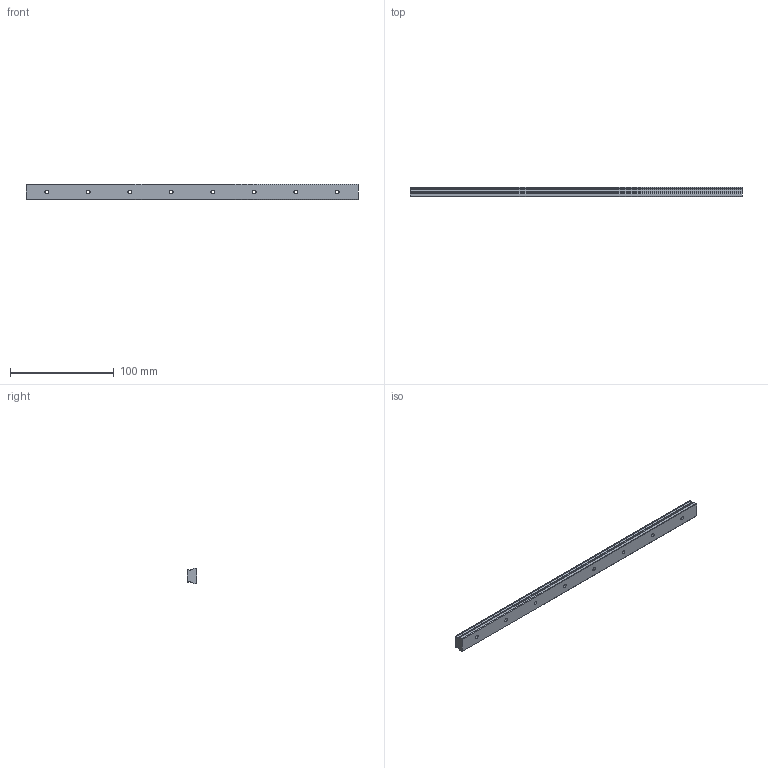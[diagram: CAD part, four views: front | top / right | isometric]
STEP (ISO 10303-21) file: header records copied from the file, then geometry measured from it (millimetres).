
FILE_DESCRIPTION (( 'STEP AP214' ), '1' );
FILE_NAME ('SRS15MSS-320LM_G20_0_0_0_0_0_1.STEP', '2021-08-11T10:56:09', ( '' ), ( '' ), 'SwSTEP 2.0', 'SolidWorks 2021', '' );
FILE_SCHEMA (( 'AUTOMOTIVE_DESIGN' ));
Length unit declared in the file: millimetre
Products named in the file (2): SRS15MSS-320LM_G20_0_0_0_0_0_1; _SRS15M32020 Track
Assembly tree (1 placements, depth 2):
  SRS15MSS-320LM_G20_0_0_0_0_0_1
    _SRS15M32020 Track
Bounding box: 320 x 9.5 x 15 mm (x, y, z)
Volume: 38781.2 mm3; surface area: 16607.8 mm2
Topology: 1 solids, 1 shells, 63 faces, 159 edges, 106 vertices
Faces by surface type: cylinder 39, plane 24
Entity records: 2029 total; most frequent: DIRECTION 371, CARTESIAN_POINT 332, ORIENTED_EDGE 318, EDGE_CURVE 159, AXIS2_PLACEMENT_3D 145, VERTEX_POINT 106, EDGE_LOOP 87, LINE 81
